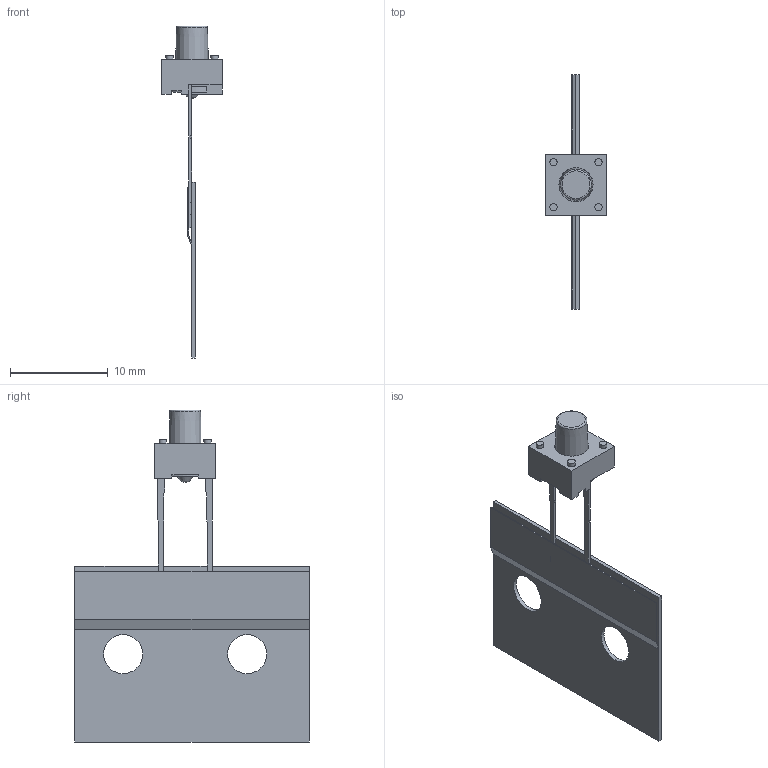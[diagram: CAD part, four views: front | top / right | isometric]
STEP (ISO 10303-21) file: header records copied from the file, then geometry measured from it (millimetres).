
FILE_DESCRIPTION((' '),'2;1');
FILE_NAME('TL59FFxxxQ.stp','2017-07-28T15:54:22',(' '),(' '),' ','ACIS',' ');
FILE_SCHEMA(('CONFIG_CONTROL_DESIGN'));
Length unit declared in the file: inch
Products named in the file (1): TL59FFxxxQ.stp
Bounding box: 6.2 x 24 x 34 mm (x, y, z)
Volume: 311.6 mm3; surface area: 1490.8 mm2
Topology: 1 solids, 1 shells, 209 faces, 599 edges, 391 vertices
Faces by surface type: plane 151, cylinder 51, cone 3, sphere 2, torus 1, bspline 1
Full cylindrical faces by diameter (mm): 0.75 x4, 3.5 x1, 4 x2
Entity records: 6882 total; most frequent: CARTESIAN_POINT 1289, ORIENTED_EDGE 1162, DIRECTION 1098, EDGE_CURVE 581, VECTOR 464, LINE 464, VERTEX_POINT 386, AXIS2_PLACEMENT_3D 317
